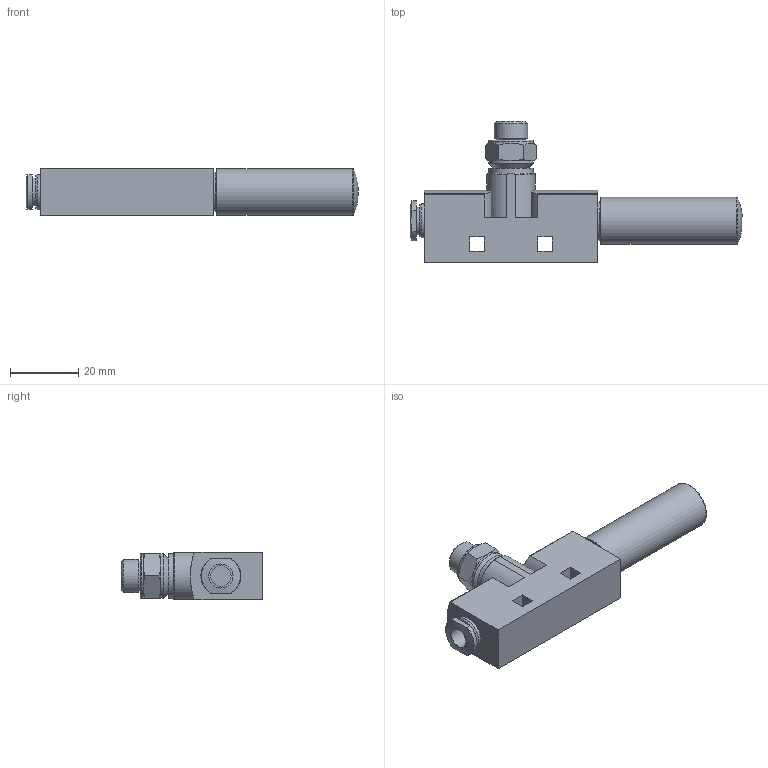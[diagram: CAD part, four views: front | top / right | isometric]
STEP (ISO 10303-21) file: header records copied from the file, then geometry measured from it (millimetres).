
FILE_DESCRIPTION(/* description */ ('STEP AP214'),/* implementation_level */ '2;1');
FILE_NAME(/* name */ '193611_VN-10-L-T3-PQ2-VA4-RO1',/* time_stamp */ '2024-09-17T00:32:11+02:00',/* author */ ('License CC BY-ND 4.0'),/* organization */ ('CADENAS'),/* preprocessor_version */ 'ST-DEVELOPER v19.3',/* originating_system */ 'PARTsolutions',/* authorisation */ ' ');
FILE_SCHEMA (('AUTOMOTIVE_DESIGN {1 0 10303 214 3 1 1}'));
Length unit declared in the file: millimetre
Products named in the file (1): 193611 VN-10-L-T3-PQ2-VA4-RO1
Bounding box: 97.6 x 41.5 x 14 mm (x, y, z)
Volume: 22894.2 mm3; surface area: 7873.1 mm2
Topology: 1 solids, 1 shells, 85 faces, 196 edges, 123 vertices
Faces by surface type: plane 36, cylinder 24, cone 17, torus 8
Full cylindrical faces by diameter (mm): 4 x1, 6 x1, 8.1 x1, 9.728 x1, 10 x1, 11.4 x1, 13 x3, 13.8 x1
Entity records: 2960 total; most frequent: CARTESIAN_POINT 530, DIRECTION 366, ORIENTED_EDGE 346, EDGE_CURVE 173, AXIS2_PLACEMENT_3D 149, VERTEX_POINT 121, EDGE_LOOP 120, FACE_BOUND 120
